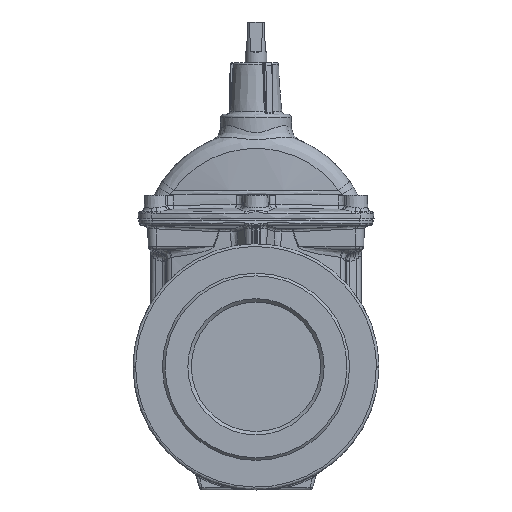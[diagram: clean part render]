
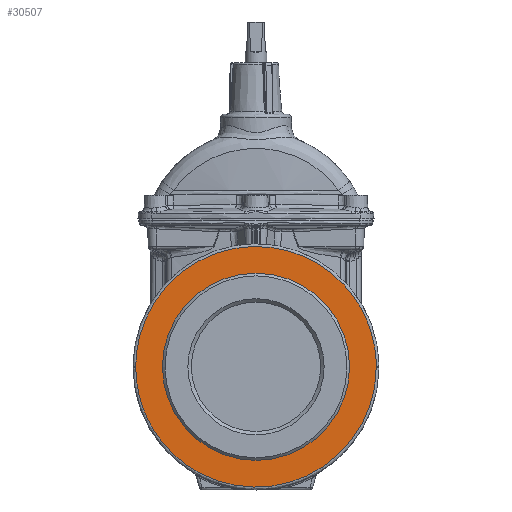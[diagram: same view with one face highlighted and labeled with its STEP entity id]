
A CAD part, top view. The second image highlights one B-rep face of the part: STEP entity #30507.
In plain terms, the highlighted planar face has unit normal (0, 0, 1).
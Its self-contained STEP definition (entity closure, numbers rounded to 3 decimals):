
#313 = EDGE_CURVE ( 'NONE', #31258, #31258, #1764, .T. ) ;
#434 = EDGE_CURVE ( 'NONE', #31259, #31259, #17879, .T. ) ;
#1764 =( BOUNDED_CURVE ( )  B_SPLINE_CURVE ( 3, ( #10123, #10131, #10122, #10121, #10120, #10119, #10118 ),
 .UNSPECIFIED., .T., .F. ) 
 B_SPLINE_CURVE_WITH_KNOTS ( ( 4, 3, 4 ),
 ( 0., 0.5, 1. ),
 .UNSPECIFIED. ) 
 CURVE ( )  GEOMETRIC_REPRESENTATION_ITEM ( )  RATIONAL_B_SPLINE_CURVE ( ( 1., 0.333, 0.333, 1., 0.333, 0.333, 1. ) ) 
 REPRESENTATION_ITEM ( '' )  );
#5512 = CARTESIAN_POINT ( 'NONE',  ( 0., 108.5, 102. ) ) ;
#5530 = PLANE ( 'NONE',  #48658 ) ;
#5532 = DIRECTION ( 'NONE',  ( 0., 0., 1. ) ) ;
#5533 = DIRECTION ( 'NONE',  ( 1., 0., 0. ) ) ;
#9000 = AXIS2_PLACEMENT_3D ( 'NONE', #11319, #11320, #11321 ) ;
#10118 = CARTESIAN_POINT ( 'NONE',  ( 139.5, 0., 102. ) ) ;
#10119 = CARTESIAN_POINT ( 'NONE',  ( 139.5, 279., 102. ) ) ;
#10120 = CARTESIAN_POINT ( 'NONE',  ( -139.5, 279., 102. ) ) ;
#10121 = CARTESIAN_POINT ( 'NONE',  ( -139.5, 0., 102. ) ) ;
#10122 = CARTESIAN_POINT ( 'NONE',  ( -139.5, -279., 102. ) ) ;
#10123 = CARTESIAN_POINT ( 'NONE',  ( 139.5, 0., 102. ) ) ;
#10131 = CARTESIAN_POINT ( 'NONE',  ( 139.5, -279., 102. ) ) ;
#11319 = CARTESIAN_POINT ( 'NONE',  ( 0., 0., 102. ) ) ;
#11320 = DIRECTION ( 'NONE',  ( 0., 0., -1. ) ) ;
#11321 = DIRECTION ( 'NONE',  ( -1., 0., 0. ) ) ;
#17879 = CIRCLE ( 'NONE', #9000, 108.5 ) ;
#21949 = CARTESIAN_POINT ( 'NONE',  ( -108.5, 0., 102. ) ) ;
#21951 = CARTESIAN_POINT ( 'NONE',  ( 139.5, 0., 102. ) ) ;
#30507 = ADVANCED_FACE ( 'NONE', ( #50087, #50082 ), #5530, .T. ) ;
#31258 = VERTEX_POINT ( 'NONE', #21951 ) ;
#31259 = VERTEX_POINT ( 'NONE', #21949 ) ;
#40183 = ORIENTED_EDGE ( 'NONE', *, *, #313, .F. ) ;
#40184 = ORIENTED_EDGE ( 'NONE', *, *, #434, .T. ) ;
#40362 = EDGE_LOOP ( 'NONE', ( #40183 ) ) ;
#40365 = EDGE_LOOP ( 'NONE', ( #40184 ) ) ;
#48658 = AXIS2_PLACEMENT_3D ( 'NONE', #5512, #5532, #5533 ) ;
#50082 = FACE_OUTER_BOUND ( 'NONE', #40362, .T. ) ;
#50087 = FACE_BOUND ( 'NONE', #40365, .T. ) ;
